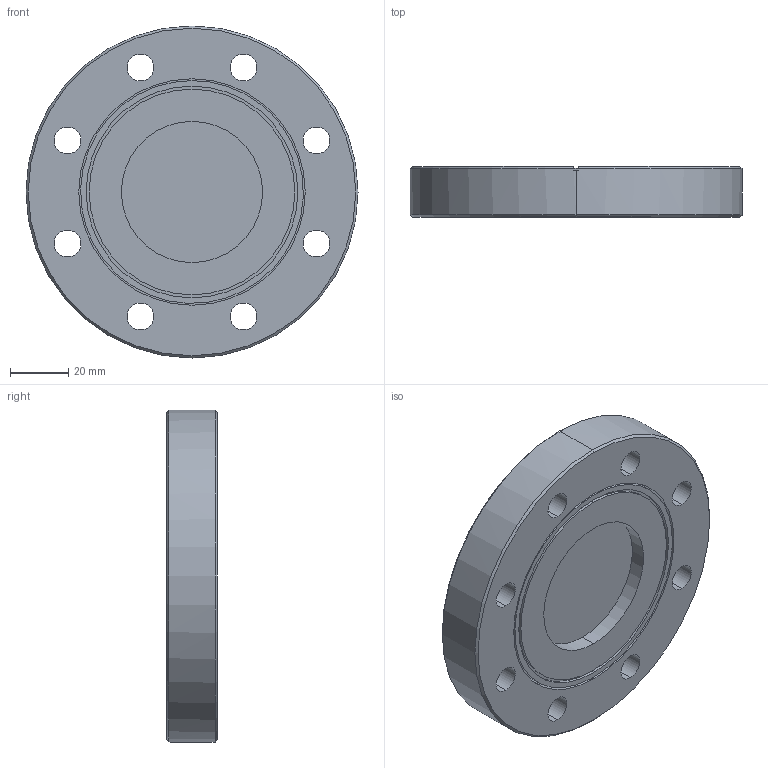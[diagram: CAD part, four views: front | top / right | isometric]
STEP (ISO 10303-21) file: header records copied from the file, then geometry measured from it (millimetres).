
FILE_DESCRIPTION (( 'STEP AP203' ), '1' );
FILE_NAME ('A6772-1-CF.STEP', '2019-06-27T18:54:33', ( '' ), ( '' ), 'SwSTEP 2.0', 'SolidWorks 2019', '' );
FILE_SCHEMA (( 'CONFIG_CONTROL_DESIGN' ));
Length unit declared in the file: inch
Products named in the file (2): A6772-1-CF
Bounding box: 113.54 x 17.27 x 113.54 mm (x, y, z)
Volume: 124692.2 mm3; surface area: 44411.7 mm2
Topology: 1 solids, 3 shells, 92 faces, 214 edges, 140 vertices
Faces by surface type: cylinder 60, plane 26, cone 6
Entity records: 2883 total; most frequent: DIRECTION 530, CARTESIAN_POINT 460, ORIENTED_EDGE 428, AXIS2_PLACEMENT_3D 226, EDGE_CURVE 214, VERTEX_POINT 140, CIRCLE 132, EDGE_LOOP 124
